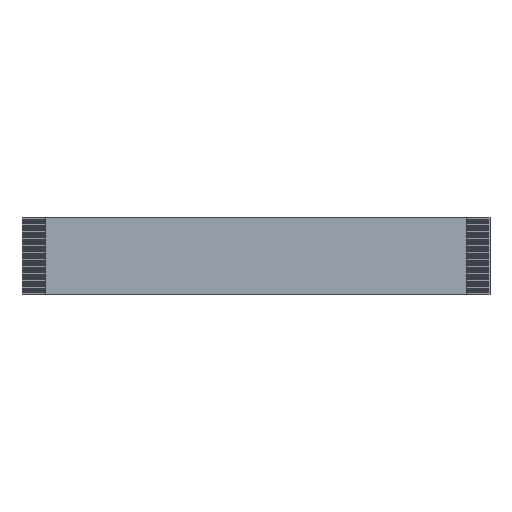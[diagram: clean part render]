
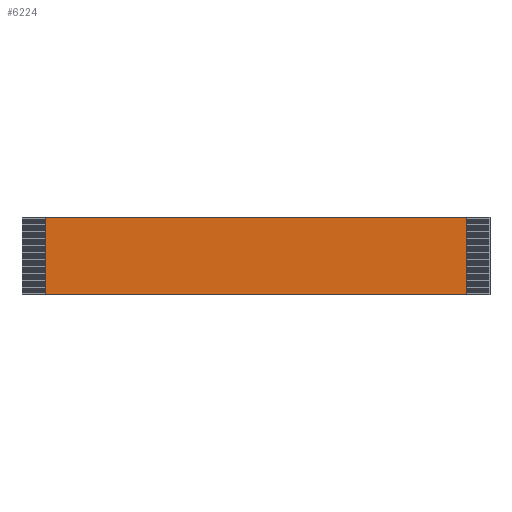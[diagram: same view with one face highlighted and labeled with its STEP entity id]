
A CAD part, top view. The second image highlights one B-rep face of the part: STEP entity #6224.
In plain terms, the highlighted planar face has unit normal (0, 0, 1).
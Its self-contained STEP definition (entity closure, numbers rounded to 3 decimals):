
#1325=ORIENTED_EDGE('',*,*,#1885,.T.);
#1326=ORIENTED_EDGE('',*,*,#2082,.F.);
#1327=ORIENTED_EDGE('',*,*,#1882,.F.);
#1328=ORIENTED_EDGE('',*,*,#2081,.T.);
#1882=EDGE_CURVE('',#2491,#2492,#2980,.T.);
#1885=EDGE_CURVE('',#2494,#2493,#2983,.T.);
#2081=EDGE_CURVE('',#2491,#2494,#3179,.T.);
#2082=EDGE_CURVE('',#2492,#2493,#3180,.T.);
#2491=VERTEX_POINT('',#8530);
#2492=VERTEX_POINT('',#8532);
#2493=VERTEX_POINT('',#8536);
#2494=VERTEX_POINT('',#8538);
#2980=LINE('',#8531,#3666);
#2983=LINE('',#8537,#3669);
#3179=LINE('',#8867,#3865);
#3180=LINE('',#8869,#3866);
#3666=VECTOR('',#7085,1000.);
#3669=VECTOR('',#7090,1000.);
#3865=VECTOR('',#7552,1000.);
#3866=VECTOR('',#7555,1000.);
#4077=EDGE_LOOP('',(#1325,#1326,#1327,#1328));
#4289=FACE_BOUND('',#4077,.T.);
#4501=PLANE('',#6443);
#6224=ADVANCED_FACE('',(#4289),#4501,.F.);
#6443=AXIS2_PLACEMENT_3D('',#8868,#7553,#7554);
#7085=DIRECTION('',(1.,0.,0.));
#7090=DIRECTION('',(1.,0.,0.));
#7552=DIRECTION('',(0.,-1.,0.));
#7553=DIRECTION('',(0.,0.,-1.));
#7554=DIRECTION('',(-1.,0.,0.));
#7555=DIRECTION('',(0.,-1.,0.));
#8530=CARTESIAN_POINT('',(-45.,8.25,0.138));
#8531=CARTESIAN_POINT('',(-45.,8.25,0.138));
#8532=CARTESIAN_POINT('',(45.,8.25,0.138));
#8536=CARTESIAN_POINT('',(45.,-8.25,0.138));
#8537=CARTESIAN_POINT('',(-45.,-8.25,0.138));
#8538=CARTESIAN_POINT('',(-45.,-8.25,0.138));
#8867=CARTESIAN_POINT('',(-45.,8.25,0.138));
#8868=CARTESIAN_POINT('',(-45.,8.25,0.138));
#8869=CARTESIAN_POINT('',(45.,8.25,0.138));
